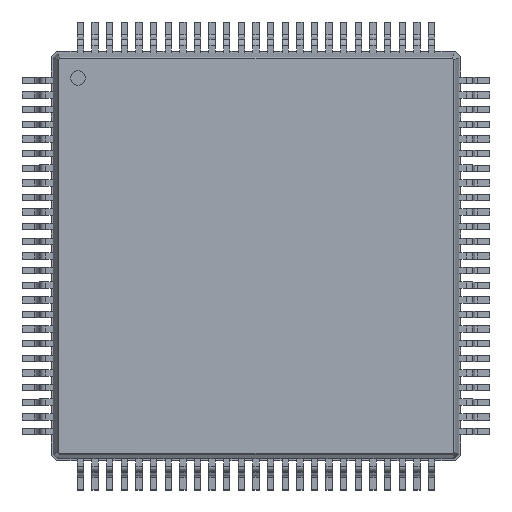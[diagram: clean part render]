
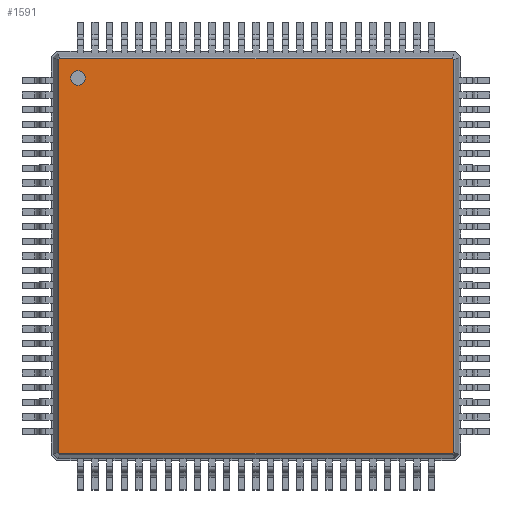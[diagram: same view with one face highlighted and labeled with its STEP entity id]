
A CAD part, top view. The second image highlights one B-rep face of the part: STEP entity #1591.
In plain terms, the highlighted planar face has unit normal (0, 0, 1).
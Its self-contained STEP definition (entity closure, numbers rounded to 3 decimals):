
#13=DIRECTION('',(0.,0.,1.));
#43=CARTESIAN_POINT('',(-6.718,6.787,1.5));
#281=VERTEX_POINT('',#282);
#282=CARTESIAN_POINT('',(-6.702,6.746,1.5));
#299=EDGE_CURVE('',#281,#300,#302,.T.);
#300=VERTEX_POINT('',#301);
#301=CARTESIAN_POINT('',(6.702,6.746,1.5));
#302=B_SPLINE_CURVE_WITH_KNOTS('',2,(#303,#304,#305,#306,#307),.UNSPECIFIED.,.F.,.F.,(3,1,1,3),(-0.698,-0.04,13.477,14.135),.UNSPECIFIED.);
#303=CARTESIAN_POINT('',(-7.417,6.746,1.5));
#304=CARTESIAN_POINT('',(-7.088,6.746,1.5));
#305=CARTESIAN_POINT('',(0.,6.746,1.5));
#306=CARTESIAN_POINT('',(7.088,6.746,1.5));
#307=CARTESIAN_POINT('',(7.417,6.746,1.5));
#1268=DIRECTION('',(0.,-1.,0.));
#1527=EDGE_CURVE('',#300,#1528,#1530,.T.);
#1528=VERTEX_POINT('',#1529);
#1529=CARTESIAN_POINT('',(6.746,6.702,1.5));
#1530=B_SPLINE_CURVE_WITH_KNOTS('',2,(#1531,#1532,#1533,#1534,#1535),.UNSPECIFIED.,.F.,.F.,(3,1,1,3),(-0.29,-0.04,0.137,0.386),.UNSPECIFIED.);
#1531=CARTESIAN_POINT('',(6.485,6.963,1.5));
#1532=CARTESIAN_POINT('',(6.574,6.875,1.5));
#1533=CARTESIAN_POINT('',(6.724,6.724,1.5));
#1534=CARTESIAN_POINT('',(6.875,6.574,1.5));
#1535=CARTESIAN_POINT('',(6.963,6.485,1.5));
#1559=VERTEX_POINT('',#1560);
#1560=CARTESIAN_POINT('',(-6.746,6.702,1.5));
#1577=EDGE_CURVE('',#1559,#281,#1578,.T.);
#1578=B_SPLINE_CURVE_WITH_KNOTS('',2,(#1579,#1580,#1581,#1582,#1583),.UNSPECIFIED.,.F.,.F.,(3,1,1,3),(-0.29,-0.04,0.137,0.386),.UNSPECIFIED.);
#1579=CARTESIAN_POINT('',(-6.963,6.485,1.5));
#1580=CARTESIAN_POINT('',(-6.875,6.574,1.5));
#1581=CARTESIAN_POINT('',(-6.724,6.724,1.5));
#1582=CARTESIAN_POINT('',(-6.574,6.875,1.5));
#1583=CARTESIAN_POINT('',(-6.485,6.963,1.5));
#1591=ADVANCED_FACE('',(#1592,#1645),#1655,.T.);
#1592=FACE_BOUND('',#1593,.T.);
#1593=EDGE_LOOP('',(#1594,#1595,#1596,#1606,#1616,#1626,#1636,#1644));
#1594=ORIENTED_EDGE('',*,*,#299,.F.);
#1595=ORIENTED_EDGE('',*,*,#1577,.F.);
#1596=ORIENTED_EDGE('',*,*,#1597,.F.);
#1597=EDGE_CURVE('',#1598,#1559,#1600,.T.);
#1598=VERTEX_POINT('',#1599);
#1599=CARTESIAN_POINT('',(-6.746,-6.702,1.5));
#1600=B_SPLINE_CURVE_WITH_KNOTS('',2,(#1601,#1602,#1603,#1604,#1605),.UNSPECIFIED.,.F.,.F.,(3,1,1,3),(-0.698,-0.04,13.477,14.135),.UNSPECIFIED.);
#1601=CARTESIAN_POINT('',(-6.746,-7.417,1.5));
#1602=CARTESIAN_POINT('',(-6.746,-7.088,1.5));
#1603=CARTESIAN_POINT('',(-6.746,0.,1.5));
#1604=CARTESIAN_POINT('',(-6.746,7.088,1.5));
#1605=CARTESIAN_POINT('',(-6.746,7.417,1.5));
#1606=ORIENTED_EDGE('',*,*,#1607,.F.);
#1607=EDGE_CURVE('',#1608,#1598,#1610,.T.);
#1608=VERTEX_POINT('',#1609);
#1609=CARTESIAN_POINT('',(-6.702,-6.746,1.5));
#1610=B_SPLINE_CURVE_WITH_KNOTS('',2,(#1611,#1612,#1613,#1614,#1615),.UNSPECIFIED.,.F.,.F.,(3,1,1,3),(-0.29,-0.04,0.137,0.386),.UNSPECIFIED.);
#1611=CARTESIAN_POINT('',(-6.485,-6.963,1.5));
#1612=CARTESIAN_POINT('',(-6.574,-6.875,1.5));
#1613=CARTESIAN_POINT('',(-6.724,-6.724,1.5));
#1614=CARTESIAN_POINT('',(-6.875,-6.574,1.5));
#1615=CARTESIAN_POINT('',(-6.963,-6.485,1.5));
#1616=ORIENTED_EDGE('',*,*,#1617,.F.);
#1617=EDGE_CURVE('',#1618,#1608,#1620,.T.);
#1618=VERTEX_POINT('',#1619);
#1619=CARTESIAN_POINT('',(6.702,-6.746,1.5));
#1620=B_SPLINE_CURVE_WITH_KNOTS('',2,(#1621,#1622,#1623,#1624,#1625),.UNSPECIFIED.,.F.,.F.,(3,1,1,3),(-0.698,-0.04,13.477,14.135),.UNSPECIFIED.);
#1621=CARTESIAN_POINT('',(7.417,-6.746,1.5));
#1622=CARTESIAN_POINT('',(7.088,-6.746,1.5));
#1623=CARTESIAN_POINT('',(0.,-6.746,1.5));
#1624=CARTESIAN_POINT('',(-7.088,-6.746,1.5));
#1625=CARTESIAN_POINT('',(-7.417,-6.746,1.5));
#1626=ORIENTED_EDGE('',*,*,#1627,.F.);
#1627=EDGE_CURVE('',#1628,#1618,#1630,.T.);
#1628=VERTEX_POINT('',#1629);
#1629=CARTESIAN_POINT('',(6.746,-6.702,1.5));
#1630=B_SPLINE_CURVE_WITH_KNOTS('',2,(#1631,#1632,#1633,#1634,#1635),.UNSPECIFIED.,.F.,.F.,(3,1,1,3),(-0.29,-0.04,0.137,0.386),.UNSPECIFIED.);
#1631=CARTESIAN_POINT('',(6.963,-6.485,1.5));
#1632=CARTESIAN_POINT('',(6.875,-6.574,1.5));
#1633=CARTESIAN_POINT('',(6.724,-6.724,1.5));
#1634=CARTESIAN_POINT('',(6.574,-6.875,1.5));
#1635=CARTESIAN_POINT('',(6.485,-6.963,1.5));
#1636=ORIENTED_EDGE('',*,*,#1637,.F.);
#1637=EDGE_CURVE('',#1528,#1628,#1638,.T.);
#1638=B_SPLINE_CURVE_WITH_KNOTS('',2,(#1639,#1640,#1641,#1642,#1643),.UNSPECIFIED.,.F.,.F.,(3,1,1,3),(-0.698,-0.04,13.477,14.135),.UNSPECIFIED.);
#1639=CARTESIAN_POINT('',(6.746,7.417,1.5));
#1640=CARTESIAN_POINT('',(6.746,7.088,1.5));
#1641=CARTESIAN_POINT('',(6.746,0.,1.5));
#1642=CARTESIAN_POINT('',(6.746,-7.088,1.5));
#1643=CARTESIAN_POINT('',(6.746,-7.417,1.5));
#1644=ORIENTED_EDGE('',*,*,#1527,.F.);
#1645=FACE_BOUND('',#1646,.T.);
#1646=EDGE_LOOP('',(#1647));
#1647=ORIENTED_EDGE('',*,*,#1648,.T.);
#1648=EDGE_CURVE('',#1649,#1649,#1651,.T.);
#1649=VERTEX_POINT('',#1650);
#1650=CARTESIAN_POINT('',(-6.087,5.837,1.5));
#1651=CIRCLE('',#1652,0.25);
#1652=AXIS2_PLACEMENT_3D('',#1653,#1654,#1268);
#1653=CARTESIAN_POINT('',(-6.087,6.087,1.5));
#1654=DIRECTION('',(0.,-0.,-1.));
#1655=PLANE('',#1656);
#1656=AXIS2_PLACEMENT_3D('',#43,#13,#1657);
#1657=DIRECTION('',(0.704,-0.711,0.));
